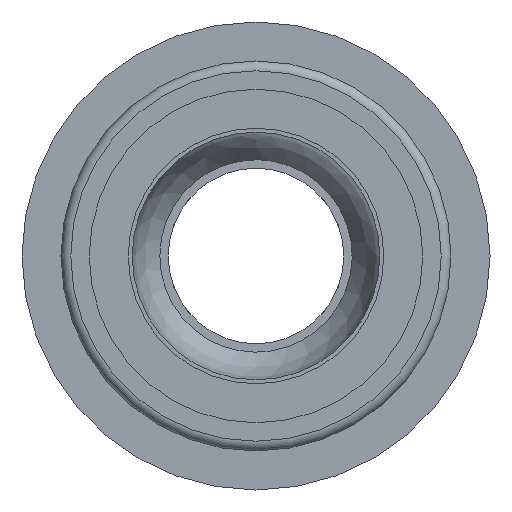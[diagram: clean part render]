
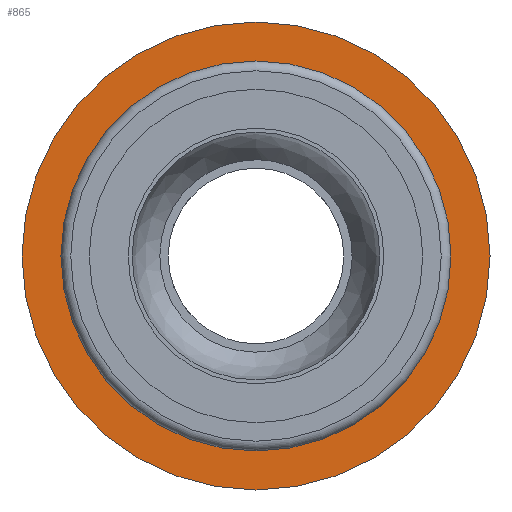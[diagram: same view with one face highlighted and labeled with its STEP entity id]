
A CAD part, front view. The second image highlights one B-rep face of the part: STEP entity #865.
In plain terms, the highlighted planar face has unit normal (0, -1, 0).
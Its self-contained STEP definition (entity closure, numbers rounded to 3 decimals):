
#153=FACE_BOUND('',#297,.T.);
#185=PLANE('',#998);
#231=FACE_OUTER_BOUND('',#296,.T.);
#296=EDGE_LOOP('',(#813));
#297=EDGE_LOOP('',(#814));
#304=CIRCLE('',#895,6.);
#332=CIRCLE('',#942,4.275);
#370=VERTEX_POINT('',#1297);
#420=VERTEX_POINT('',#1426);
#455=EDGE_CURVE('',#370,#370,#304,.T.);
#516=EDGE_CURVE('',#420,#420,#332,.T.);
#813=ORIENTED_EDGE('',*,*,#455,.T.);
#814=ORIENTED_EDGE('',*,*,#516,.T.);
#865=ADVANCED_FACE('',(#231,#153),#185,.F.);
#895=AXIS2_PLACEMENT_3D('',#1298,#1019,#1020);
#942=AXIS2_PLACEMENT_3D('',#1428,#1146,#1147);
#998=AXIS2_PLACEMENT_3D('',#1534,#1280,#1281);
#1019=DIRECTION('center_axis',(0.,-1.,0.));
#1020=DIRECTION('ref_axis',(-1.,0.,0.));
#1146=DIRECTION('center_axis',(0.,1.,0.));
#1147=DIRECTION('ref_axis',(-1.,0.,0.));
#1280=DIRECTION('center_axis',(0.,1.,0.));
#1281=DIRECTION('ref_axis',(0.,0.,1.));
#1297=CARTESIAN_POINT('',(6.,-1.,0.));
#1298=CARTESIAN_POINT('Origin',(0.,-1.,0.));
#1426=CARTESIAN_POINT('',(4.275,-1.,0.));
#1428=CARTESIAN_POINT('Origin',(0.,-1.,0.));
#1534=CARTESIAN_POINT('Origin',(0.,-1.,0.));
